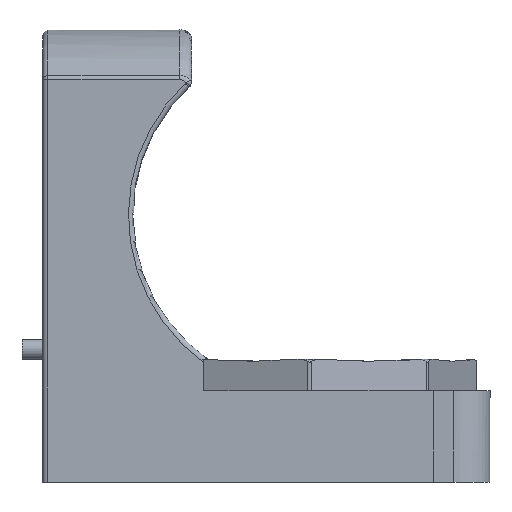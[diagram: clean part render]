
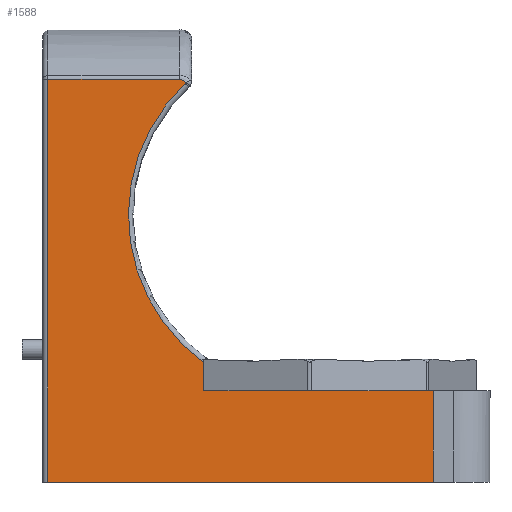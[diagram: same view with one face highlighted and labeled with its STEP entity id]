
A CAD part, left-side view. The second image highlights one B-rep face of the part: STEP entity #1588.
In plain terms, the highlighted planar face has unit normal (-1, 0, 0).
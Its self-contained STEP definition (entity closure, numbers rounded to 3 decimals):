
#67=PLANE('',#1749);
#149=FACE_OUTER_BOUND('',#248,.T.);
#248=EDGE_LOOP('',(#1321,#1322,#1323,#1324,#1325,#1326,#1327,#1328,#1329,
#1330));
#297=CIRCLE('',#1663,17.571);
#383=LINE('',#2542,#506);
#385=LINE('',#2555,#508);
#387=LINE('',#2713,#510);
#400=LINE('',#3032,#523);
#444=LINE('',#3198,#567);
#445=LINE('',#3199,#568);
#446=LINE('',#3200,#569);
#506=VECTOR('',#1851,10.);
#508=VECTOR('',#1865,10.);
#510=VECTOR('',#1879,10.);
#523=VECTOR('',#1968,10.);
#567=VECTOR('',#2104,10.);
#568=VECTOR('',#2105,10.);
#569=VECTOR('',#2106,10.);
#618=B_SPLINE_CURVE_WITH_KNOTS('',3,(#2599,#2600,#2601,#2602,#2603,#2604),
 .UNSPECIFIED.,.F.,.F.,(4,1,1,4),(0.,0.042,0.057,
0.073),.UNSPECIFIED.);
#623=B_SPLINE_CURVE_WITH_KNOTS('',3,(#2670,#2671,#2672,#2673),
 .UNSPECIFIED.,.F.,.F.,(4,4),(0.007,0.017),
 .UNSPECIFIED.);
#669=VERTEX_POINT('',#2536);
#670=VERTEX_POINT('',#2540);
#671=VERTEX_POINT('',#2544);
#674=VERTEX_POINT('',#2551);
#676=VERTEX_POINT('',#2586);
#681=VERTEX_POINT('',#2622);
#682=VERTEX_POINT('',#2624);
#686=VERTEX_POINT('',#2711);
#724=VERTEX_POINT('',#3030);
#770=VERTEX_POINT('',#3197);
#832=EDGE_CURVE('',#670,#669,#383,.T.);
#838=EDGE_CURVE('',#671,#674,#385,.T.);
#841=EDGE_CURVE('',#674,#676,#618,.T.);
#845=EDGE_CURVE('',#681,#682,#297,.T.);
#849=EDGE_CURVE('',#676,#681,#623,.T.);
#854=EDGE_CURVE('',#686,#671,#387,.T.);
#909=EDGE_CURVE('',#724,#686,#400,.T.);
#975=EDGE_CURVE('',#770,#724,#444,.T.);
#976=EDGE_CURVE('',#669,#770,#445,.T.);
#977=EDGE_CURVE('',#670,#682,#446,.T.);
#1321=ORIENTED_EDGE('',*,*,#838,.F.);
#1322=ORIENTED_EDGE('',*,*,#854,.F.);
#1323=ORIENTED_EDGE('',*,*,#909,.F.);
#1324=ORIENTED_EDGE('',*,*,#975,.F.);
#1325=ORIENTED_EDGE('',*,*,#976,.F.);
#1326=ORIENTED_EDGE('',*,*,#832,.F.);
#1327=ORIENTED_EDGE('',*,*,#977,.T.);
#1328=ORIENTED_EDGE('',*,*,#845,.F.);
#1329=ORIENTED_EDGE('',*,*,#849,.F.);
#1330=ORIENTED_EDGE('',*,*,#841,.F.);
#1588=ADVANCED_FACE('',(#149),#67,.T.);
#1663=AXIS2_PLACEMENT_3D('',#2625,#1872,#1873);
#1749=AXIS2_PLACEMENT_3D('',#3196,#2102,#2103);
#1851=DIRECTION('',(0.,-1.,0.));
#1865=DIRECTION('',(0.,-1.,0.));
#1872=DIRECTION('center_axis',(-1.,0.,0.));
#1873=DIRECTION('ref_axis',(0.,0.998,-0.06));
#1879=DIRECTION('',(0.,0.,1.));
#1968=DIRECTION('',(0.,1.,0.));
#2102=DIRECTION('center_axis',(-1.,0.,0.));
#2103=DIRECTION('ref_axis',(0.,-1.,0.));
#2104=DIRECTION('',(0.,0.,-1.));
#2105=DIRECTION('',(0.,-1.,0.));
#2106=DIRECTION('',(0.,0.,1.));
#2536=CARTESIAN_POINT('',(-12.,-10.26,-17.));
#2540=CARTESIAN_POINT('',(-12.,10.26,-17.));
#2542=CARTESIAN_POINT('',(-12.,-3.589,-17.));
#2544=CARTESIAN_POINT('',(-12.,25.396,13.191));
#2551=CARTESIAN_POINT('',(-12.,12.604,13.191));
#2555=CARTESIAN_POINT('',(-12.,25.896,13.191));
#2586=CARTESIAN_POINT('',(-12.,11.979,12.863));
#2599=CARTESIAN_POINT('Ctrl Pts',(-12.,12.604,13.191));
#2600=CARTESIAN_POINT('Ctrl Pts',(-12.,12.465,13.191));
#2601=CARTESIAN_POINT('Ctrl Pts',(-12.,12.274,13.131));
#2602=CARTESIAN_POINT('Ctrl Pts',(-12.,12.08,12.983));
#2603=CARTESIAN_POINT('Ctrl Pts',(-12.,12.008,12.905));
#2604=CARTESIAN_POINT('Ctrl Pts',(-12.,11.979,12.863));
#2622=CARTESIAN_POINT('',(-12.,12.045,12.793));
#2624=CARTESIAN_POINT('',(-12.,10.26,-14.264));
#2625=CARTESIAN_POINT('Origin',(-12.,0.,0.));
#2670=CARTESIAN_POINT('Ctrl Pts',(-12.,11.979,12.863));
#2671=CARTESIAN_POINT('Ctrl Pts',(-12.,11.999,12.838));
#2672=CARTESIAN_POINT('Ctrl Pts',(-12.,12.022,12.815));
#2673=CARTESIAN_POINT('Ctrl Pts',(-12.,12.045,12.793));
#2711=CARTESIAN_POINT('',(-12.,25.396,-25.88));
#2713=CARTESIAN_POINT('',(-12.,25.396,-17.));
#3030=CARTESIAN_POINT('',(-12.,-12.,-25.88));
#3032=CARTESIAN_POINT('',(-12.,22.401,-25.88));
#3196=CARTESIAN_POINT('Origin',(-12.,25.896,-17.));
#3197=CARTESIAN_POINT('',(-12.,-12.,-17.));
#3198=CARTESIAN_POINT('',(-12.,-12.,-17.));
#3199=CARTESIAN_POINT('',(-12.,22.401,-17.));
#3200=CARTESIAN_POINT('',(-12.,10.26,-17.));
